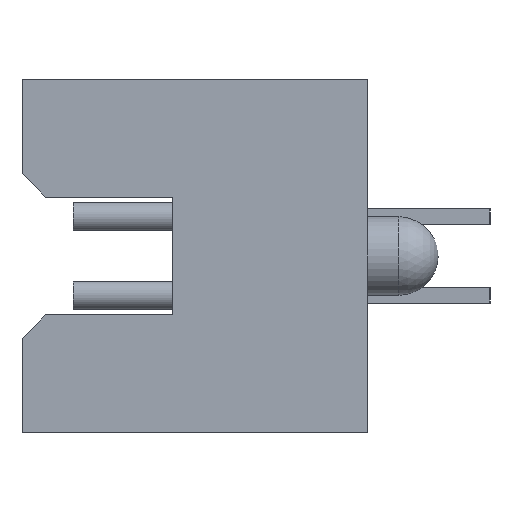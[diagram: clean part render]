
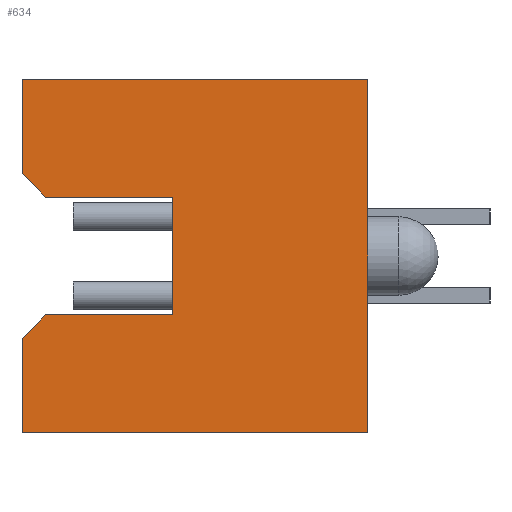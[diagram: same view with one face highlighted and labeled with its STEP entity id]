
A CAD part, left-side view. The second image highlights one B-rep face of the part: STEP entity #634.
In plain terms, the highlighted planar face has unit normal (-1, 0, 0).
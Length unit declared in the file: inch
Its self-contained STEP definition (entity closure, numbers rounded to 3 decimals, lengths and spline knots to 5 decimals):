
#634 = ADVANCED_FACE( '', ( #1303 ), #1304, .F. );
#1303 = FACE_OUTER_BOUND( '', #1951, .T. );
#1304 = PLANE( '', #1952 );
#1951 = EDGE_LOOP( '', ( #3509, #3510, #3511, #3512, #3513, #3514, #3515, #3516, #3517, #3518, #3519 ) );
#1952 = AXIS2_PLACEMENT_3D( '', #3520, #3521, #3522 );
#3509 = ORIENTED_EDGE( '', *, *, #4011, .T. );
#3510 = ORIENTED_EDGE( '', *, *, #4017, .T. );
#3511 = ORIENTED_EDGE( '', *, *, #3964, .F. );
#3512 = ORIENTED_EDGE( '', *, *, #3970, .F. );
#3513 = ORIENTED_EDGE( '', *, *, #4100, .T. );
#3514 = ORIENTED_EDGE( '', *, *, #3637, .F. );
#3515 = ORIENTED_EDGE( '', *, *, #3652, .T. );
#3516 = ORIENTED_EDGE( '', *, *, #3693, .T. );
#3517 = ORIENTED_EDGE( '', *, *, #3858, .T. );
#3518 = ORIENTED_EDGE( '', *, *, #3530, .F. );
#3519 = ORIENTED_EDGE( '', *, *, #3943, .F. );
#3520 = CARTESIAN_POINT( '', ( -0.3125, 0.22, -0.1125 ) );
#3521 = DIRECTION( '', ( 1., 0., 0. ) );
#3522 = DIRECTION( '', ( 0., 0., -1. ) );
#3530 = EDGE_CURVE( '', #4129, #4131, #4132, .T. );
#3637 = EDGE_CURVE( '', #4317, #4319, #4320, .T. );
#3652 = EDGE_CURVE( '', #4317, #4345, #4347, .T. );
#3693 = EDGE_CURVE( '', #4345, #4407, #4409, .T. );
#3858 = EDGE_CURVE( '', #4407, #4131, #4659, .T. );
#3943 = EDGE_CURVE( '', #4777, #4129, #4779, .T. );
#3964 = EDGE_CURVE( '', #4811, #4813, #4814, .T. );
#3970 = EDGE_CURVE( '', #4820, #4811, #4822, .T. );
#4011 = EDGE_CURVE( '', #4777, #4873, #4875, .T. );
#4017 = EDGE_CURVE( '', #4873, #4813, #4880, .T. );
#4100 = EDGE_CURVE( '', #4820, #4319, #4971, .T. );
#4129 = VERTEX_POINT( '', #5005 );
#4131 = VERTEX_POINT( '', #5008 );
#4132 = LINE( '', #5009, #5010 );
#4317 = VERTEX_POINT( '', #5277 );
#4319 = VERTEX_POINT( '', #5280 );
#4320 = LINE( '', #5281, #5282 );
#4345 = VERTEX_POINT( '', #5318 );
#4347 = LINE( '', #5321, #5322 );
#4407 = VERTEX_POINT( '', #5407 );
#4409 = LINE( '', #5409, #5410 );
#4659 = LINE( '', #5753, #5754 );
#4777 = VERTEX_POINT( '', #5926 );
#4779 = LINE( '', #5929, #5930 );
#4811 = VERTEX_POINT( '', #5966 );
#4813 = VERTEX_POINT( '', #5969 );
#4814 = LINE( '', #5970, #5971 );
#4820 = VERTEX_POINT( '', #5979 );
#4822 = LINE( '', #5982, #5983 );
#4873 = VERTEX_POINT( '', #6058 );
#4875 = LINE( '', #6061, #6062 );
#4880 = LINE( '', #6068, #6069 );
#4971 = LINE( '', #6199, #6200 );
#5005 = CARTESIAN_POINT( '', ( -0.3125, 0.22, 0.1125 ) );
#5008 = CARTESIAN_POINT( '', ( -0.3125, 0., 0.1125 ) );
#5009 = CARTESIAN_POINT( '', ( -0.3125, 0.22, 0.1125 ) );
#5010 = VECTOR( '', #6225, 39.37008 );
#5277 = CARTESIAN_POINT( '', ( -0.3125, 0.22, -0.1125 ) );
#5280 = CARTESIAN_POINT( '', ( -0.3125, 0.22, -0.0525 ) );
#5281 = CARTESIAN_POINT( '', ( -0.3125, 0.22, -0.1125 ) );
#5282 = VECTOR( '', #6315, 39.37008 );
#5318 = CARTESIAN_POINT( '', ( -0.3125, 0., -0.1125 ) );
#5321 = CARTESIAN_POINT( '', ( -0.3125, 0.22, -0.1125 ) );
#5322 = VECTOR( '', #6328, 39.37008 );
#5407 = CARTESIAN_POINT( '', ( -0.3125, 0., 0. ) );
#5409 = CARTESIAN_POINT( '', ( -0.3125, 0., -0.1125 ) );
#5410 = VECTOR( '', #6366, 39.37008 );
#5753 = CARTESIAN_POINT( '', ( -0.3125, 0., -0.1125 ) );
#5754 = VECTOR( '', #6526, 39.37008 );
#5926 = CARTESIAN_POINT( '', ( -0.3125, 0.22, 0.0525 ) );
#5929 = CARTESIAN_POINT( '', ( -0.3125, 0.22, -0.1125 ) );
#5930 = VECTOR( '', #6594, 39.37008 );
#5966 = CARTESIAN_POINT( '', ( -0.3125, 0.124, -0.0375 ) );
#5969 = CARTESIAN_POINT( '', ( -0.3125, 0.124, 0.0375 ) );
#5970 = CARTESIAN_POINT( '', ( -0.3125, 0.124, -0.0375 ) );
#5971 = VECTOR( '', #6630, 39.37008 );
#5979 = CARTESIAN_POINT( '', ( -0.3125, 0.205, -0.0375 ) );
#5982 = CARTESIAN_POINT( '', ( -0.3125, 0.316, -0.0375 ) );
#5983 = VECTOR( '', #6634, 39.37008 );
#6058 = CARTESIAN_POINT( '', ( -0.3125, 0.205, 0.0375 ) );
#6061 = CARTESIAN_POINT( '', ( -0.3125, 0.22, 0.0525 ) );
#6062 = VECTOR( '', #6663, 39.37008 );
#6068 = CARTESIAN_POINT( '', ( -0.3125, 0.316, 0.0375 ) );
#6069 = VECTOR( '', #6665, 39.37008 );
#6199 = CARTESIAN_POINT( '', ( -0.3125, 0.205, -0.0375 ) );
#6200 = VECTOR( '', #6711, 39.37008 );
#6225 = DIRECTION( '', ( 0., -1., 0. ) );
#6315 = DIRECTION( '', ( 0., 0., 1. ) );
#6328 = DIRECTION( '', ( 0., -1., 0. ) );
#6366 = DIRECTION( '', ( 0., 0., 1. ) );
#6526 = DIRECTION( '', ( 0., 0., 1. ) );
#6594 = DIRECTION( '', ( 0., 0., 1. ) );
#6630 = DIRECTION( '', ( 0., 0., 1. ) );
#6634 = DIRECTION( '', ( 0., -1., 0. ) );
#6663 = DIRECTION( '', ( 0., -0.707, -0.707 ) );
#6665 = DIRECTION( '', ( 0., -1., 0. ) );
#6711 = DIRECTION( '', ( 0., 0.707, -0.707 ) );
